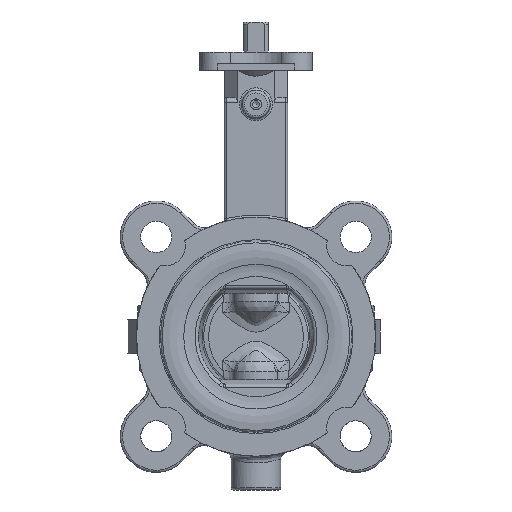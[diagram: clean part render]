
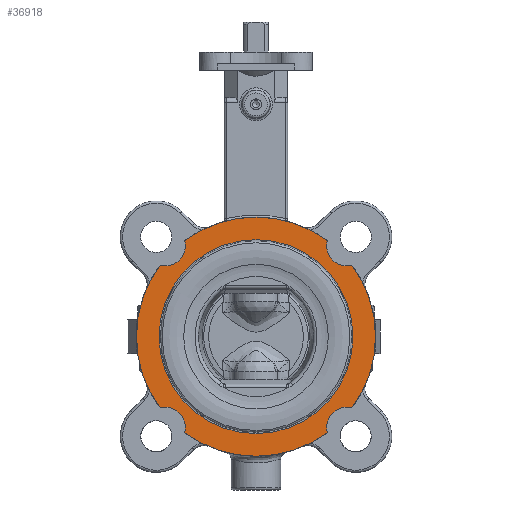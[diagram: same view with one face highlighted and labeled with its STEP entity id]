
A CAD part, front view. The second image highlights one B-rep face of the part: STEP entity #36918.
In plain terms, the highlighted planar face has unit normal (0, -1, 0).
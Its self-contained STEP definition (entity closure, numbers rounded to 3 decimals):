
#8135=FACE_BOUND('',#11633,.T.);
#9418=FACE_OUTER_BOUND('',#11632,.T.);
#11632=EDGE_LOOP('',(#28099,#28100,#28101,#28102,#28103,#28104,#28105,#28106));
#11633=EDGE_LOOP('',(#28107));
#12993=CIRCLE('',#38783,53.);
#12998=CIRCLE('',#38789,9.);
#13300=CIRCLE('',#39324,9.);
#13322=CIRCLE('',#39363,43.);
#13323=CIRCLE('',#39365,53.);
#13324=CIRCLE('',#39366,53.);
#13325=CIRCLE('',#39367,9.);
#13326=CIRCLE('',#39368,53.);
#13327=CIRCLE('',#39369,9.);
#15389=VERTEX_POINT('',#59183);
#15390=VERTEX_POINT('',#59184);
#15405=VERTEX_POINT('',#59257);
#15713=VERTEX_POINT('',#62074);
#15733=VERTEX_POINT('',#62135);
#15734=VERTEX_POINT('',#62138);
#15735=VERTEX_POINT('',#62140);
#15736=VERTEX_POINT('',#62142);
#15737=VERTEX_POINT('',#62144);
#19514=EDGE_CURVE('',#15389,#15390,#12993,.T.);
#19530=EDGE_CURVE('',#15390,#15405,#12998,.T.);
#20090=EDGE_CURVE('',#15713,#15389,#13300,.T.);
#20114=EDGE_CURVE('',#15733,#15733,#13322,.T.);
#20115=EDGE_CURVE('',#15405,#15734,#13323,.T.);
#20116=EDGE_CURVE('',#15735,#15713,#13324,.T.);
#20117=EDGE_CURVE('',#15736,#15735,#13325,.T.);
#20118=EDGE_CURVE('',#15737,#15736,#13326,.T.);
#20119=EDGE_CURVE('',#15734,#15737,#13327,.T.);
#28099=ORIENTED_EDGE('',*,*,#20115,.F.);
#28100=ORIENTED_EDGE('',*,*,#19530,.F.);
#28101=ORIENTED_EDGE('',*,*,#19514,.F.);
#28102=ORIENTED_EDGE('',*,*,#20090,.F.);
#28103=ORIENTED_EDGE('',*,*,#20116,.F.);
#28104=ORIENTED_EDGE('',*,*,#20117,.F.);
#28105=ORIENTED_EDGE('',*,*,#20118,.F.);
#28106=ORIENTED_EDGE('',*,*,#20119,.F.);
#28107=ORIENTED_EDGE('',*,*,#20114,.F.);
#33297=PLANE('',#39364);
#36918=ADVANCED_FACE('',(#9418,#8135),#33297,.F.);
#38783=AXIS2_PLACEMENT_3D('',#59185,#43657,#43658);
#38789=AXIS2_PLACEMENT_3D('',#59258,#43675,#43676);
#39324=AXIS2_PLACEMENT_3D('',#62075,#44904,#44905);
#39363=AXIS2_PLACEMENT_3D('',#62136,#44984,#44985);
#39364=AXIS2_PLACEMENT_3D('',#62137,#44986,#44987);
#39365=AXIS2_PLACEMENT_3D('',#62139,#44988,#44989);
#39366=AXIS2_PLACEMENT_3D('',#62141,#44990,#44991);
#39367=AXIS2_PLACEMENT_3D('',#62143,#44992,#44993);
#39368=AXIS2_PLACEMENT_3D('',#62145,#44994,#44995);
#39369=AXIS2_PLACEMENT_3D('',#62146,#44996,#44997);
#43657=DIRECTION('center_axis',(0.,1.,0.));
#43658=DIRECTION('ref_axis',(1.,0.,0.));
#43675=DIRECTION('center_axis',(0.,-1.,0.));
#43676=DIRECTION('ref_axis',(1.,0.,0.));
#44904=DIRECTION('center_axis',(0.,-1.,0.));
#44905=DIRECTION('ref_axis',(1.,0.,0.));
#44984=DIRECTION('center_axis',(0.,-1.,0.));
#44985=DIRECTION('ref_axis',(0.,0.,
1.));
#44986=DIRECTION('center_axis',(0.,1.,0.));
#44987=DIRECTION('ref_axis',(0.,0.,1.));
#44988=DIRECTION('center_axis',(0.,1.,0.));
#44989=DIRECTION('ref_axis',(-1.,0.,0.));
#44990=DIRECTION('center_axis',(0.,1.,0.));
#44991=DIRECTION('ref_axis',(1.,0.,0.));
#44992=DIRECTION('center_axis',(0.,-1.,0.));
#44993=DIRECTION('ref_axis',(1.,0.,0.));
#44994=DIRECTION('center_axis',(0.,1.,0.));
#44995=DIRECTION('ref_axis',(-1.,0.,0.));
#44996=DIRECTION('center_axis',(0.,-1.,0.));
#44997=DIRECTION('ref_axis',(1.,0.,0.));
#59183=CARTESIAN_POINT('',(31.591,-21.5,-42.556));
#59184=CARTESIAN_POINT('',(-31.591,-21.5,-42.556));
#59185=CARTESIAN_POINT('Origin',(0.,-21.5,0.));
#59257=CARTESIAN_POINT('',(-42.556,-21.5,-31.591));
#59258=CARTESIAN_POINT('Origin',(-40.305,-21.5,-40.305));
#62074=CARTESIAN_POINT('',(42.556,-21.5,-31.591));
#62075=CARTESIAN_POINT('Origin',(40.305,-21.5,-40.305));
#62135=CARTESIAN_POINT('',(-43.,-21.5,0.));
#62136=CARTESIAN_POINT('Origin',(0.,-21.5,0.));
#62137=CARTESIAN_POINT('Origin',(0.,-21.5,49.));
#62138=CARTESIAN_POINT('',(-42.556,-21.5,31.591));
#62139=CARTESIAN_POINT('Origin',(0.,-21.5,0.));
#62140=CARTESIAN_POINT('',(42.556,-21.5,31.591));
#62141=CARTESIAN_POINT('Origin',(0.,-21.5,0.));
#62142=CARTESIAN_POINT('',(31.591,-21.5,42.556));
#62143=CARTESIAN_POINT('Origin',(40.305,-21.5,40.305));
#62144=CARTESIAN_POINT('',(-31.591,-21.5,42.556));
#62145=CARTESIAN_POINT('Origin',(0.,-21.5,0.));
#62146=CARTESIAN_POINT('Origin',(-40.305,-21.5,40.305));
